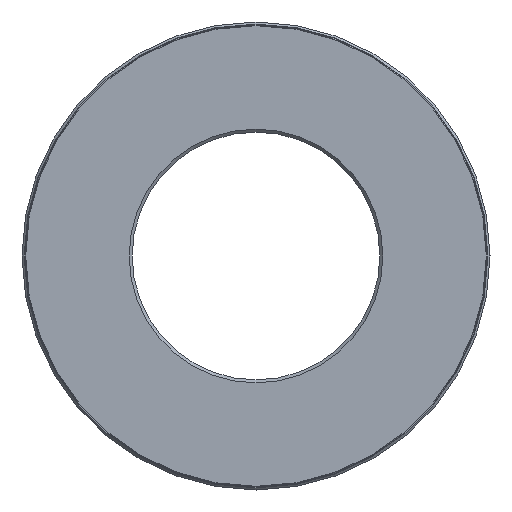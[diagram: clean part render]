
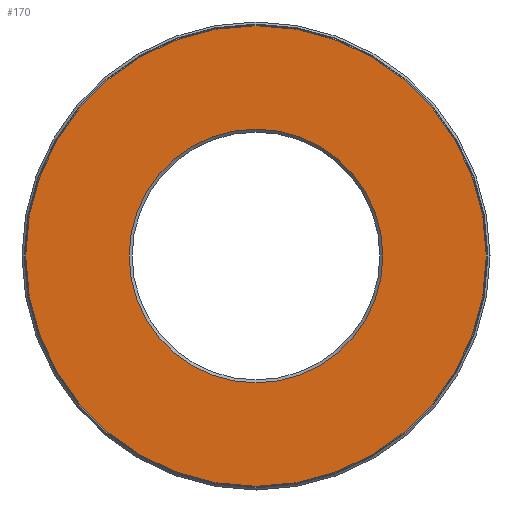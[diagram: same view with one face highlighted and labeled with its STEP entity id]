
A CAD part, front view. The second image highlights one B-rep face of the part: STEP entity #170.
In plain terms, the highlighted planar face has unit normal (0, -1, 0).
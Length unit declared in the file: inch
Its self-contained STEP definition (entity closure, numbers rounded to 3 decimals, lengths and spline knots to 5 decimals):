
#8 = CARTESIAN_POINT ( 'NONE',  ( 0., 0., 0. ) ) ;
#26 = DIRECTION ( 'NONE',  ( 0., 1., 0. ) ) ;
#69 = CARTESIAN_POINT ( 'NONE',  ( 0., 0., 0. ) ) ;
#91 = FACE_OUTER_BOUND ( 'NONE', #132, .T. ) ;
#103 = CARTESIAN_POINT ( 'NONE',  ( 0., 0., 1.56875 ) ) ;
#132 = EDGE_LOOP ( 'NONE', ( #365 ) ) ;
#133 = CIRCLE ( 'NONE', #606, 0.86375 ) ;
#160 = PLANE ( 'NONE',  #571 ) ;
#170 = ADVANCED_FACE ( 'NONE', ( #91, #356 ), #160, .F. ) ;
#197 = CARTESIAN_POINT ( 'NONE',  ( 0., 0., 0. ) ) ;
#201 = EDGE_CURVE ( 'NONE', #417, #417, #133, .T. ) ;
#218 = AXIS2_PLACEMENT_3D ( 'NONE', #8, #527, #285 ) ;
#285 = DIRECTION ( 'NONE',  ( 0., 0., 1. ) ) ;
#298 = DIRECTION ( 'NONE',  ( 0., 1., 0. ) ) ;
#310 = CIRCLE ( 'NONE', #218, 1.56875 ) ;
#328 = ORIENTED_EDGE ( 'NONE', *, *, #201, .T. ) ;
#329 = VERTEX_POINT ( 'NONE', #103 ) ;
#356 = FACE_BOUND ( 'NONE', #487, .T. ) ;
#365 = ORIENTED_EDGE ( 'NONE', *, *, #496, .F. ) ;
#417 = VERTEX_POINT ( 'NONE', #477 ) ;
#442 = DIRECTION ( 'NONE',  ( 0., 0., 1. ) ) ;
#477 = CARTESIAN_POINT ( 'NONE',  ( 0., 0., 0.86375 ) ) ;
#487 = EDGE_LOOP ( 'NONE', ( #328 ) ) ;
#496 = EDGE_CURVE ( 'NONE', #329, #329, #310, .T. ) ;
#527 = DIRECTION ( 'NONE',  ( 0., 1., 0. ) ) ;
#571 = AXIS2_PLACEMENT_3D ( 'NONE', #69, #26, #442 ) ;
#580 = DIRECTION ( 'NONE',  ( 0., 0., 1. ) ) ;
#606 = AXIS2_PLACEMENT_3D ( 'NONE', #197, #298, #580 ) ;
